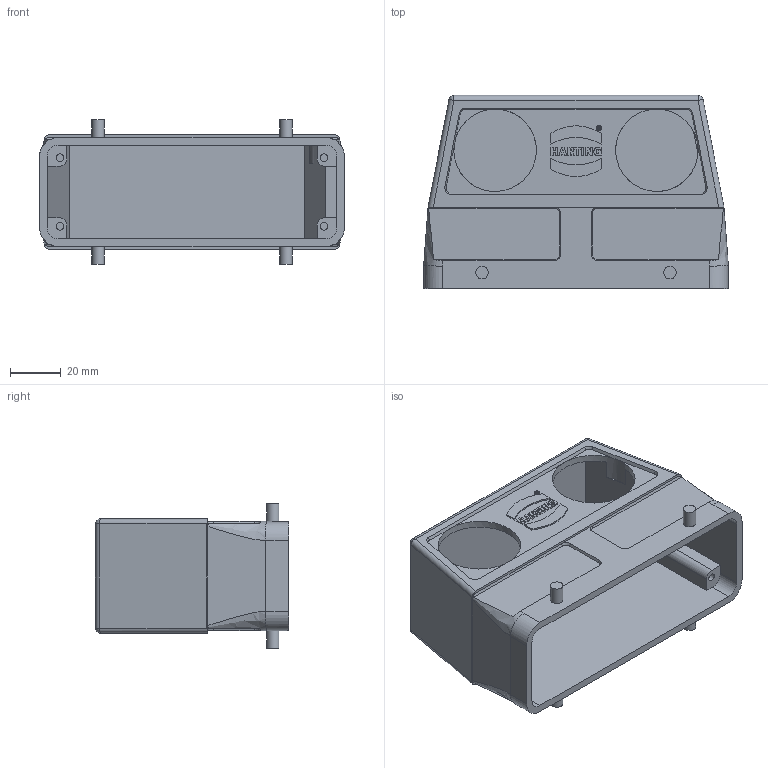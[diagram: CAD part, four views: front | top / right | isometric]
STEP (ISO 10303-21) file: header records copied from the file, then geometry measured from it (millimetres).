
FILE_DESCRIPTION((''),'2;1');
FILE_NAME('05300240661.stp','2020-07-14T15:29:09',('e.eickhoff'),(''),'Autodesk Inventor 2012','Autodesk Inventor 2012','');
FILE_SCHEMA(('AUTOMOTIVE_DESIGN { 1 0 10303 214 1 1 1 1 }'));
Length unit declared in the file: millimetre
Products named in the file (1): 05300240661
Bounding box: 120 x 76 x 57 mm (x, y, z)
Volume: 85716.6 mm3; surface area: 51887.6 mm2
Topology: 1 solids, 1 shells, 240 faces, 614 edges, 399 vertices
Faces by surface type: plane 168, cylinder 35, bspline 17, cone 16, sphere 4
Full cylindrical faces by diameter (mm): 1.507 x1, 1.972 x1, 3 x4, 4.9 x4, 32.5 x2
Entity records: 8213 total; most frequent: CARTESIAN_POINT 2335, ORIENTED_EDGE 1196, DIRECTION 1101, EDGE_CURVE 598, VECTOR 435, LINE 435, VERTEX_POINT 395, AXIS2_PLACEMENT_3D 333
